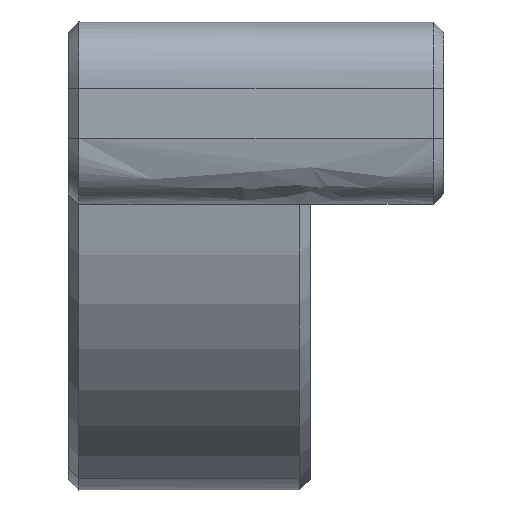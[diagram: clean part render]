
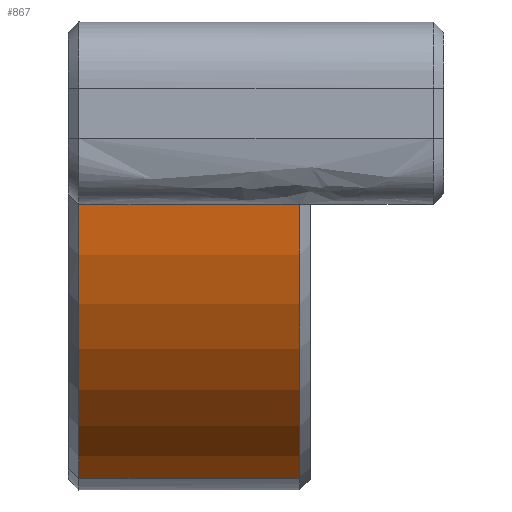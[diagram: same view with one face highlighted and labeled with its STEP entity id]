
A CAD part, front view. The second image highlights one B-rep face of the part: STEP entity #867.
In plain terms, the highlighted cylindrical face has radius 12.175 mm (diameter 24.35 mm), a partial arc.
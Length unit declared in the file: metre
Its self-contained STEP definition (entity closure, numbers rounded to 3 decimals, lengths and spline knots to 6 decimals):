
#37=CYLINDRICAL_SURFACE('',#943,0.012175);
#48=CIRCLE('',#944,0.012175);
#49=CIRCLE('',#945,0.012175);
#175=ORIENTED_EDGE('',*,*,#406,.T.);
#176=ORIENTED_EDGE('',*,*,#407,.F.);
#177=ORIENTED_EDGE('',*,*,#408,.T.);
#178=ORIENTED_EDGE('',*,*,#409,.T.);
#406=EDGE_CURVE('',#522,#523,#594,.T.);
#407=EDGE_CURVE('',#524,#523,#48,.T.);
#408=EDGE_CURVE('',#524,#525,#595,.T.);
#409=EDGE_CURVE('',#525,#522,#49,.T.);
#522=VERTEX_POINT('',#1358);
#523=VERTEX_POINT('',#1359);
#524=VERTEX_POINT('',#1361);
#525=VERTEX_POINT('',#1363);
#594=LINE('',#1357,#673);
#595=LINE('',#1362,#674);
#673=VECTOR('',#1074,1.);
#674=VECTOR('',#1077,1.);
#728=EDGE_LOOP('',(#175,#176,#177,#178));
#784=FACE_BOUND('',#728,.T.);
#867=ADVANCED_FACE('',(#784),#37,.T.);
#943=AXIS2_PLACEMENT_3D('',#1356,#1072,#1073);
#944=AXIS2_PLACEMENT_3D('',#1360,#1075,#1076);
#945=AXIS2_PLACEMENT_3D('',#1364,#1078,#1079);
#1072=DIRECTION('',(-1.,0.,0.));
#1073=DIRECTION('',(0.,0.,1.));
#1074=DIRECTION('',(1.,0.,0.));
#1075=DIRECTION('',(1.,0.,0.));
#1076=DIRECTION('',(0.,0.,-1.));
#1077=DIRECTION('',(-1.,0.,0.));
#1078=DIRECTION('',(1.,0.,0.));
#1079=DIRECTION('',(0.,0.,-1.));
#1356=CARTESIAN_POINT('',(0.04131,-0.059055,-0.038359));
#1357=CARTESIAN_POINT('',(0.031685,-0.063533,-0.049681));
#1358=CARTESIAN_POINT('',(0.02751,-0.063533,-0.049681));
#1359=CARTESIAN_POINT('',(0.03586,-0.063533,-0.049681));
#1360=CARTESIAN_POINT('',(0.03586,-0.059055,-0.038359));
#1361=CARTESIAN_POINT('',(0.03586,-0.071192,-0.039321));
#1362=CARTESIAN_POINT('',(0.04131,-0.071192,-0.039321));
#1363=CARTESIAN_POINT('',(0.02751,-0.071192,-0.039321));
#1364=CARTESIAN_POINT('',(0.02751,-0.059055,-0.038359));
